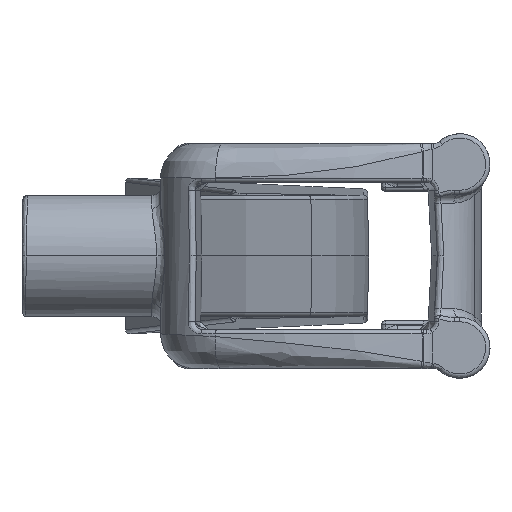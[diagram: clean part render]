
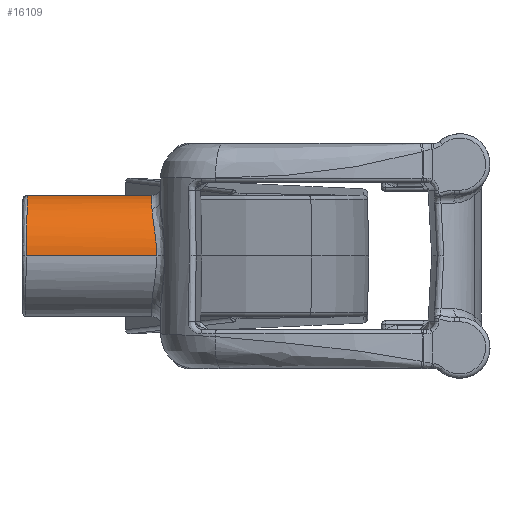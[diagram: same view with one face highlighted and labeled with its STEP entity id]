
A CAD part, left-side view. The second image highlights one B-rep face of the part: STEP entity #16109.
In plain terms, the highlighted cylindrical face has radius 11.113 mm (diameter 22.225 mm), a partial arc.
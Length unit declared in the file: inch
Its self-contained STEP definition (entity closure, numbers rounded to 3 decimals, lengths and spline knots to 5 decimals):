
#1730=CARTESIAN_POINT('',(0.36669,1.68951,
0.23863));
#1731=CARTESIAN_POINT('',(0.36669,1.69765,
0.23863));
#1732=CARTESIAN_POINT('',(0.36693,1.71487,
0.23827));
#1733=CARTESIAN_POINT('',(0.36836,1.74329,
0.23605));
#1734=CARTESIAN_POINT('',(0.37114,1.77485,
0.23168));
#1735=CARTESIAN_POINT('',(0.37543,1.80948,
0.2247));
#1736=CARTESIAN_POINT('',(0.381,1.84352,
0.21516));
#1737=CARTESIAN_POINT('',(0.38726,1.87513,
0.20371));
#1738=CARTESIAN_POINT('',(0.39382,1.90333,
0.19076));
#1739=CARTESIAN_POINT('',(0.40015,1.92766,
0.1771));
#1740=CARTESIAN_POINT('',(0.40607,1.9481,
0.16306));
#1741=CARTESIAN_POINT('',(0.41138,1.96499,
0.14915));
#1742=CARTESIAN_POINT('',(0.41606,1.97855,
0.13554));
#1743=CARTESIAN_POINT('',(0.42015,1.98929,
0.12224));
#1744=CARTESIAN_POINT('',(0.42367,1.99756,
0.10938));
#1745=CARTESIAN_POINT('',(0.42666,2.00379,
0.09704));
#1746=CARTESIAN_POINT('',(0.42919,2.00823,
0.08516));
#1747=CARTESIAN_POINT('',(0.43129,2.01114,
0.07372));
#1748=CARTESIAN_POINT('',(0.43245,2.01219,
0.06638));
#1749=CARTESIAN_POINT('',(0.43297,2.01251,
0.06278));
#1781=DIRECTION('',(0.,1.,0.));
#1782=VECTOR('',#1781,0.50222);
#1783=CARTESIAN_POINT('',(0.36669,1.18729,
0.23864));
#1784=LINE('',#1783,#1782);
#3208=CARTESIAN_POINT('',(0.43297,2.01251,
0.06278));
#3218=CARTESIAN_POINT('',(0.4375,2.01615,
0.));
#3220=CARTESIAN_POINT('',(0.00003,2.08665,
0.4375));
#3221=CARTESIAN_POINT('',(0.03291,2.08665,
0.43749));
#3222=CARTESIAN_POINT('',(0.09869,2.08678,
0.43005));
#3223=CARTESIAN_POINT('',(0.19238,2.08731,
0.39708));
#3224=CARTESIAN_POINT('',(0.27629,2.08817,
0.344));
#3225=CARTESIAN_POINT('',(0.34621,2.08931,
0.27354));
#3226=CARTESIAN_POINT('',(0.39882,2.09068,
0.18887));
#3227=CARTESIAN_POINT('',(0.43082,2.09221,
0.09474));
#3228=CARTESIAN_POINT('',(0.4375,2.09324,
0.03129));
#3229=CARTESIAN_POINT('',(0.4375,2.09375,
0.));
#3231=CARTESIAN_POINT('',(0.43297,2.01251,
0.06278));
#3232=CARTESIAN_POINT('',(0.43441,2.01338,
0.05289));
#3233=CARTESIAN_POINT('',(0.43667,2.01489,
0.03251));
#3234=CARTESIAN_POINT('',(0.4375,2.01583,
0.011));
#3235=CARTESIAN_POINT('',(0.4375,2.01615,
0.));
#3237=CARTESIAN_POINT('',(0.36669,1.18729,
0.23864));
#3238=CARTESIAN_POINT('',(0.36487,1.18736,
0.24143));
#3239=CARTESIAN_POINT('',(0.36121,1.18746,
0.24691));
#3240=CARTESIAN_POINT('',(0.35753,1.1875,
0.25216));
#3241=CARTESIAN_POINT('',(0.35569,1.1875,0.25474));
#3243=CARTESIAN_POINT('',(0.,1.1875,0.));
#3244=DIRECTION('',(0.,-1.,0.));
#3245=DIRECTION('',(0.813,0.,0.582));
#3246=AXIS2_PLACEMENT_3D('',#3243,#3244,#3245);
#3248=CARTESIAN_POINT('',(-0.27053,1.1875,
0.34383));
#3249=CARTESIAN_POINT('',(-0.28992,1.1875,
0.32857));
#3250=CARTESIAN_POINT('',(-0.32742,1.18486,
0.29378));
#3251=CARTESIAN_POINT('',(-0.37676,1.17504,
0.22772));
#3252=CARTESIAN_POINT('',(-0.41361,1.16355,
0.15065));
#3253=CARTESIAN_POINT('',(-0.4338,1.15571,
0.07218));
#3254=CARTESIAN_POINT('',(-0.4375,1.15415,
0.02333));
#3255=CARTESIAN_POINT('',(-0.4375,1.15414,
0.));
#3257=DIRECTION('',(0.,-1.,0.));
#3258=VECTOR('',#3257,0.9396);
#3259=CARTESIAN_POINT('',(-0.4375,2.09375,
0.));
#3260=LINE('',#3259,#3258);
#3261=CARTESIAN_POINT('',(-0.4375,2.09375,
0.));
#3262=CARTESIAN_POINT('',(-0.4375,2.09322,
0.03261));
#3263=CARTESIAN_POINT('',(-0.4302,2.09216,
0.09792));
#3264=CARTESIAN_POINT('',(-0.39747,2.09064,
0.19152));
#3265=CARTESIAN_POINT('',(-0.3449,2.08929,
0.27511));
#3266=CARTESIAN_POINT('',(-0.27505,2.08815,
0.34496));
#3267=CARTESIAN_POINT('',(-0.19139,2.0873,
0.39751));
#3268=CARTESIAN_POINT('',(-0.09814,2.08677,
0.43013));
#3269=CARTESIAN_POINT('',(-0.0327,2.08665,
0.4375));
#3270=CARTESIAN_POINT('',(0.00003,2.08665,
0.4375));
#3430=CARTESIAN_POINT('',(-0.4375,1.15414,
0.));
#3456=DIRECTION('',(0.,-1.,0.));
#3457=VECTOR('',#3456,0.0776);
#3458=CARTESIAN_POINT('',(0.4375,2.09375,
0.));
#3459=LINE('',#3458,#3457);
#9456=VERTEX_POINT('',#3218);
#9546=CARTESIAN_POINT('',(0.36669,1.68951,
0.23863));
#9548=VERTEX_POINT('',#9546);
#9549=VERTEX_POINT('',#3208);
#9587=VERTEX_POINT('',#3430);
#9589=VERTEX_POINT('',#3248);
#9591=CARTESIAN_POINT('',(0.35569,1.1875,0.25474));
#9592=VERTEX_POINT('',#9591);
#9595=VERTEX_POINT('',#3237);
#9718=VERTEX_POINT('',#3220);
#9719=VERTEX_POINT('',#3229);
#9723=VERTEX_POINT('',#3261);
#16085=CARTESIAN_POINT('',(0.,2.125,0.));
#16086=DIRECTION('',(0.,1.,0.));
#16087=DIRECTION('',(1.,0.,0.));
#16088=AXIS2_PLACEMENT_3D('',#16085,#16086,#16087);
#16089=CYLINDRICAL_SURFACE('',#16088,0.4375);
#16091=ORIENTED_EDGE('',*,*,#16090,.T.);
#16093=ORIENTED_EDGE('',*,*,#16092,.T.);
#16094=ORIENTED_EDGE('',*,*,#16077,.F.);
#16095=ORIENTED_EDGE('',*,*,#13873,.F.);
#16096=ORIENTED_EDGE('',*,*,#13888,.F.);
#16098=ORIENTED_EDGE('',*,*,#16097,.T.);
#16100=ORIENTED_EDGE('',*,*,#16099,.T.);
#16102=ORIENTED_EDGE('',*,*,#16101,.T.);
#16104=ORIENTED_EDGE('',*,*,#16103,.F.);
#16106=ORIENTED_EDGE('',*,*,#16105,.T.);
#16107=EDGE_LOOP('',(#16091,#16093,#16094,#16095,#16096,#16098,#16100,#16102,
#16104,#16106));
#16108=FACE_OUTER_BOUND('',#16107,.F.);
#16109=ADVANCED_FACE('',(#16108),#16089,.T.);
#1750=B_SPLINE_CURVE_WITH_KNOTS('',3,(#1730,#1731,#1732,#1733,#1734,#1735,#1736,
#1737,#1738,#1739,#1740,#1741,#1742,#1743,#1744,#1745,#1746,#1747,#1748,#1749),
.UNSPECIFIED.,.F.,.F.,(4,1,1,1,1,1,1,1,1,1,1,1,1,1,1,1,1,4),(0.,
0.05882,0.11765,0.17647,0.23529,
0.29412,0.35294,0.41176,0.47059,
0.52941,0.58824,0.64706,0.70588,
0.76471,0.82353,0.88235,0.94118,1.),
.UNSPECIFIED.);
#3230=B_SPLINE_CURVE_WITH_KNOTS('',3,(#3220,#3221,#3222,#3223,#3224,#3225,#3226,
#3227,#3228,#3229),.UNSPECIFIED.,.F.,.F.,(4,1,1,1,1,1,1,4),(0.,
0.14286,0.28571,0.42857,0.57143,
0.71429,0.85714,1.),.UNSPECIFIED.);
#3236=B_SPLINE_CURVE_WITH_KNOTS('',3,(#3231,#3232,#3233,#3234,#3235),
.UNSPECIFIED.,.F.,.F.,(4,1,4),(0.,0.5,1.),.UNSPECIFIED.);
#3242=B_SPLINE_CURVE_WITH_KNOTS('',3,(#3237,#3238,#3239,#3240,#3241),
.UNSPECIFIED.,.F.,.F.,(4,1,4),(0.,0.5,1.),.UNSPECIFIED.);
#3247=CIRCLE('',#3246,0.4375);
#3256=B_SPLINE_CURVE_WITH_KNOTS('',3,(#3248,#3249,#3250,#3251,#3252,#3253,#3254,
#3255),.UNSPECIFIED.,.F.,.F.,(4,1,1,1,1,4),(0.,0.2,0.4,0.6,0.8,1.),
.UNSPECIFIED.);
#3271=B_SPLINE_CURVE_WITH_KNOTS('',3,(#3261,#3262,#3263,#3264,#3265,#3266,#3267,
#3268,#3269,#3270),.UNSPECIFIED.,.F.,.F.,(4,1,1,1,1,1,1,4),(0.,
0.14286,0.28571,0.42857,0.57143,
0.71429,0.85714,1.),.UNSPECIFIED.);
#13873=EDGE_CURVE('',#9548,#9549,#1750,.T.);
#13888=EDGE_CURVE('',#9595,#9548,#1784,.T.);
#16077=EDGE_CURVE('',#9549,#9456,#3236,.T.);
#16090=EDGE_CURVE('',#9718,#9719,#3230,.T.);
#16092=EDGE_CURVE('',#9719,#9456,#3459,.T.);
#16097=EDGE_CURVE('',#9595,#9592,#3242,.T.);
#16099=EDGE_CURVE('',#9592,#9589,#3247,.T.);
#16101=EDGE_CURVE('',#9589,#9587,#3256,.T.);
#16103=EDGE_CURVE('',#9723,#9587,#3260,.T.);
#16105=EDGE_CURVE('',#9723,#9718,#3271,.T.);
